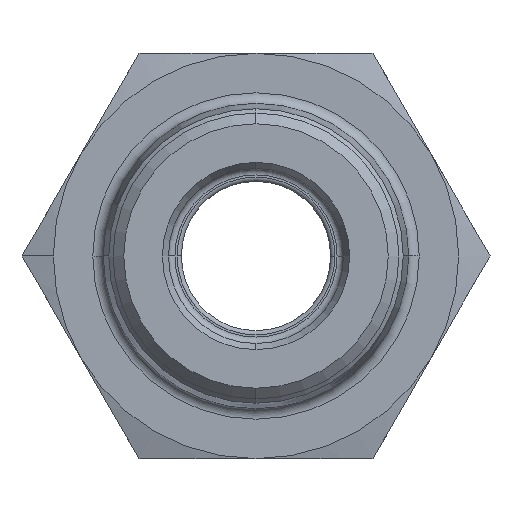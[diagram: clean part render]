
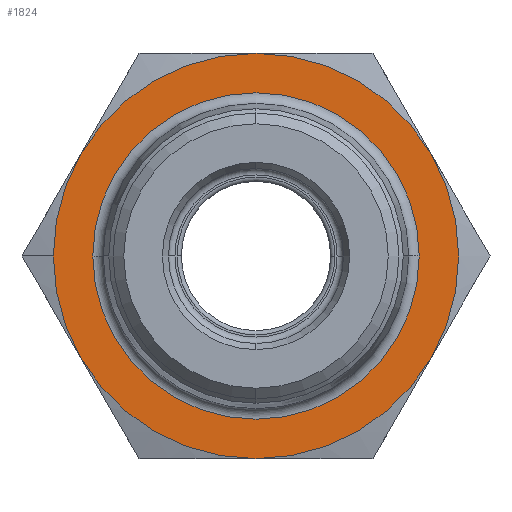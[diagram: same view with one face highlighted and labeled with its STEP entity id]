
A CAD part, left-side view. The second image highlights one B-rep face of the part: STEP entity #1824.
In plain terms, the highlighted planar face has unit normal (-1, 0, 0).
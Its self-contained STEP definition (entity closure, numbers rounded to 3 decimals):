
#247=CARTESIAN_POINT('',(-4.,8.227,4.75));
#279=CARTESIAN_POINT('',(-4.,0.,9.5));
#311=CARTESIAN_POINT('',(-4.,-8.227,4.75));
#343=CARTESIAN_POINT('',(-4.,-8.227,
-4.75));
#375=CARTESIAN_POINT('',(-4.,0.,
-9.5));
#421=CARTESIAN_POINT('',(-4.,8.227,-4.75));
#457=CARTESIAN_POINT('',(-4.,0.,0.));
#458=DIRECTION('',(-1.,0.,0.));
#459=DIRECTION('',(0.,-0.866,-0.5));
#460=AXIS2_PLACEMENT_3D('',#457,#458,#459);
#466=CARTESIAN_POINT('',(-4.,0.,0.));
#467=DIRECTION('',(1.,0.,0.));
#468=DIRECTION('',(0.,1.,0.));
#469=AXIS2_PLACEMENT_3D('',#466,#467,#468);
#471=CARTESIAN_POINT('',(-4.,0.,0.));
#472=DIRECTION('',(1.,0.,0.));
#473=DIRECTION('',(0.,-1.,0.));
#474=AXIS2_PLACEMENT_3D('',#471,#472,#473);
#476=CARTESIAN_POINT('',(-4.,0.,0.));
#477=DIRECTION('',(1.,0.,0.));
#478=DIRECTION('',(0.,1.,0.));
#479=AXIS2_PLACEMENT_3D('',#476,#477,#478);
#481=CARTESIAN_POINT('',(-4.,0.,0.));
#482=DIRECTION('',(1.,0.,0.));
#483=DIRECTION('',(0.,0.866,0.5));
#484=AXIS2_PLACEMENT_3D('',#481,#482,#483);
#486=CARTESIAN_POINT('',(-4.,0.,0.));
#487=DIRECTION('',(1.,0.,0.));
#488=DIRECTION('',(0.,0.,1.));
#489=AXIS2_PLACEMENT_3D('',#486,#487,#488);
#491=CARTESIAN_POINT('',(-4.,0.,0.));
#492=DIRECTION('',(-1.,0.,0.));
#493=DIRECTION('',(0.,0.,-1.));
#494=AXIS2_PLACEMENT_3D('',#491,#492,#493);
#496=CARTESIAN_POINT('',(-4.,0.,0.));
#497=DIRECTION('',(-1.,0.,0.));
#498=DIRECTION('',(0.,0.866,-0.5));
#499=AXIS2_PLACEMENT_3D('',#496,#497,#498);
#501=CARTESIAN_POINT('',(-4.,0.,0.));
#502=DIRECTION('',(-1.,0.,0.));
#503=DIRECTION('',(0.,1.,0.));
#504=AXIS2_PLACEMENT_3D('',#501,#502,#503);
#1057=CARTESIAN_POINT('',(-4.,7.652,0.));
#1058=CARTESIAN_POINT('',(-4.,-7.652,0.));
#1059=VERTEX_POINT('',#1057);
#1060=VERTEX_POINT('',#1058);
#1124=VERTEX_POINT('',#311);
#1125=VERTEX_POINT('',#279);
#1126=VERTEX_POINT('',#247);
#1130=VERTEX_POINT('',#375);
#1131=VERTEX_POINT('',#343);
#1132=VERTEX_POINT('',#421);
#1135=CARTESIAN_POINT('',(-4.,9.5,0.));
#1136=VERTEX_POINT('',#1135);
#1803=CARTESIAN_POINT('',(-4.,0.,0.));
#1804=DIRECTION('',(1.,0.,0.));
#1805=DIRECTION('',(0.,-1.,0.));
#1806=AXIS2_PLACEMENT_3D('',#1803,#1804,#1805);
#1807=PLANE('',#1806);
#1809=ORIENTED_EDGE('',*,*,#1808,.T.);
#1810=ORIENTED_EDGE('',*,*,#1736,.T.);
#1811=ORIENTED_EDGE('',*,*,#1760,.T.);
#1812=ORIENTED_EDGE('',*,*,#1749,.F.);
#1813=ORIENTED_EDGE('',*,*,#1772,.F.);
#1814=ORIENTED_EDGE('',*,*,#1785,.F.);
#1815=ORIENTED_EDGE('',*,*,#1798,.F.);
#1816=EDGE_LOOP('',(#1809,#1810,#1811,#1812,#1813,#1814,#1815));
#1817=FACE_OUTER_BOUND('',#1816,.F.);
#1819=ORIENTED_EDGE('',*,*,#1818,.F.);
#1821=ORIENTED_EDGE('',*,*,#1820,.F.);
#1822=EDGE_LOOP('',(#1819,#1821));
#1823=FACE_BOUND('',#1822,.F.);
#1824=ADVANCED_FACE('',(#1817,#1823),#1807,.F.);
#461=CIRCLE('',#460,9.5);
#470=CIRCLE('',#469,7.652);
#475=CIRCLE('',#474,7.652);
#480=CIRCLE('',#479,9.5);
#485=CIRCLE('',#484,9.5);
#490=CIRCLE('',#489,9.5);
#495=CIRCLE('',#494,9.5);
#500=CIRCLE('',#499,9.5);
#505=CIRCLE('',#504,9.5);
#1736=EDGE_CURVE('',#1126,#1125,#485,.T.);
#1749=EDGE_CURVE('',#1131,#1124,#461,.T.);
#1760=EDGE_CURVE('',#1125,#1124,#490,.T.);
#1772=EDGE_CURVE('',#1130,#1131,#495,.T.);
#1785=EDGE_CURVE('',#1132,#1130,#500,.T.);
#1798=EDGE_CURVE('',#1136,#1132,#505,.T.);
#1808=EDGE_CURVE('',#1136,#1126,#480,.T.);
#1818=EDGE_CURVE('',#1059,#1060,#470,.T.);
#1820=EDGE_CURVE('',#1060,#1059,#475,.T.);
